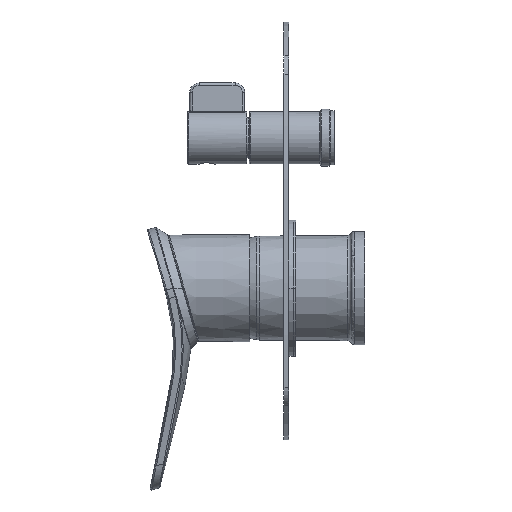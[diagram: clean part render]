
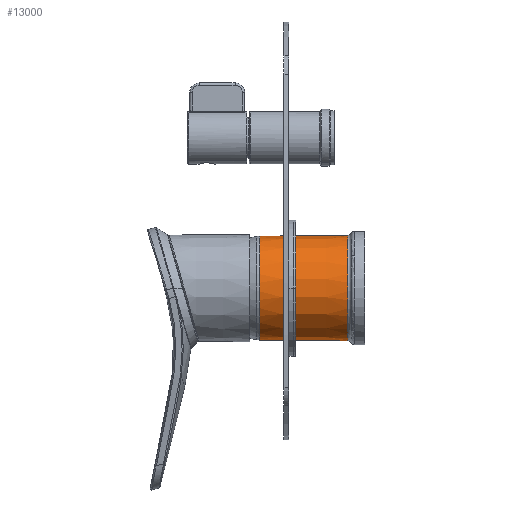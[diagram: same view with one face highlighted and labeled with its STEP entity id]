
A CAD part, left-side view. The second image highlights one B-rep face of the part: STEP entity #13000.
In plain terms, the highlighted conical face has half-angle 0.514 degrees and reference radius 21.75 mm.
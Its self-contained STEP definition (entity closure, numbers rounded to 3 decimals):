
#12779=CARTESIAN_POINT('Vertex',(0.,-21.755,43.982)) ;
#12786=CARTESIAN_POINT('Vertex',(0.,21.755,43.982)) ;
#12850=CARTESIAN_POINT('Axis2P3D Location',(0.,0.,44.5)) ;
#12855=CARTESIAN_POINT('Line Origine',(0.,-44880.863,-4998542.379)) ;
#12859=CARTESIAN_POINT('Vertex',(0.,-22.087,6.987)) ;
#12873=CARTESIAN_POINT('Vertex',(0.,22.087,6.987)) ;
#12876=CARTESIAN_POINT('Line Origine',(0.,44880.863,-4998542.379)) ;
#12968=CARTESIAN_POINT('Axis2P3D Location',(0.,0.,6.987)) ;
#12972=CARTESIAN_POINT('Vertex',(-12.982,-17.868,6.987)) ;
#12975=CARTESIAN_POINT('Axis2P3D Location',(0.,0.,6.987)) ;
#12980=CARTESIAN_POINT('Axis2P3D Location',(0.,0.,43.982)) ;
#12984=CARTESIAN_POINT('Vertex',(-12.787,-17.6,43.982)) ;
#12987=CARTESIAN_POINT('Axis2P3D Location',(0.,0.,43.982)) ;
#12857=VECTOR('Line Direction',#12856,1.) ;
#12878=VECTOR('Line Direction',#12877,1.) ;
#12851=DIRECTION('Axis2P3D Direction',(0.,-0.,-1.)) ;
#12852=DIRECTION('Axis2P3D XDirection',(0.,-1.,0.)) ;
#12856=DIRECTION('Vector Direction',(0.,-0.009,-1.)) ;
#12877=DIRECTION('Vector Direction',(0.,0.009,-1.)) ;
#12969=DIRECTION('Axis2P3D Direction',(0.,-0.,-1.)) ;
#12976=DIRECTION('Axis2P3D Direction',(0.,-0.,-1.)) ;
#12981=DIRECTION('Axis2P3D Direction',(0.,-0.,-1.)) ;
#12988=DIRECTION('Axis2P3D Direction',(0.,-0.,-1.)) ;
#12853=AXIS2_PLACEMENT_3D('Cone Axis2P3D',#12850,#12851,#12852) ;
#12970=AXIS2_PLACEMENT_3D('Circle Axis2P3D',#12968,#12969,$) ;
#12977=AXIS2_PLACEMENT_3D('Circle Axis2P3D',#12975,#12976,$) ;
#12982=AXIS2_PLACEMENT_3D('Circle Axis2P3D',#12980,#12981,$) ;
#12989=AXIS2_PLACEMENT_3D('Circle Axis2P3D',#12987,#12988,$) ;
#12858=LINE('Line',#12855,#12857) ;
#12879=LINE('Line',#12876,#12878) ;
#12971=CIRCLE('generated circle',#12970,22.087) ;
#12978=CIRCLE('generated circle',#12977,22.087) ;
#12983=CIRCLE('generated circle',#12982,21.755) ;
#12990=CIRCLE('generated circle',#12989,21.755) ;
#12854=CONICAL_SURFACE('Cone',#12853,21.75,0.009) ;
#12861=EDGE_CURVE('',#12860,#12780,#12858,.F.) ;
#12880=EDGE_CURVE('',#12874,#12787,#12879,.F.) ;
#12974=EDGE_CURVE('',#12973,#12874,#12971,.T.) ;
#12979=EDGE_CURVE('',#12860,#12973,#12978,.T.) ;
#12986=EDGE_CURVE('',#12985,#12780,#12983,.F.) ;
#12991=EDGE_CURVE('',#12787,#12985,#12990,.F.) ;
#12993=ORIENTED_EDGE('',*,*,#12880,.F.) ;
#12994=ORIENTED_EDGE('',*,*,#12974,.F.) ;
#12995=ORIENTED_EDGE('',*,*,#12979,.F.) ;
#12996=ORIENTED_EDGE('',*,*,#12861,.T.) ;
#12997=ORIENTED_EDGE('',*,*,#12986,.F.) ;
#12998=ORIENTED_EDGE('',*,*,#12991,.F.) ;
#12992=EDGE_LOOP('',(#12993,#12994,#12995,#12996,#12997,#12998)) ;
#12780=VERTEX_POINT('',#12779) ;
#12787=VERTEX_POINT('',#12786) ;
#12860=VERTEX_POINT('',#12859) ;
#12874=VERTEX_POINT('',#12873) ;
#12973=VERTEX_POINT('',#12972) ;
#12985=VERTEX_POINT('',#12984) ;
#13000=ADVANCED_FACE('PartBody',(#12999),#12854,.T.) ;
#12999=FACE_OUTER_BOUND('',#12992,.T.) ;
